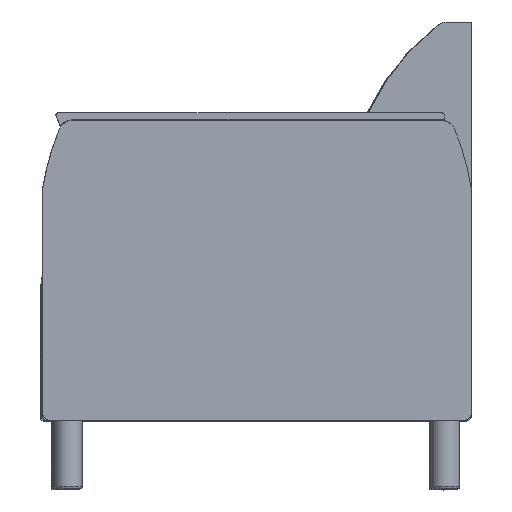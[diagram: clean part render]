
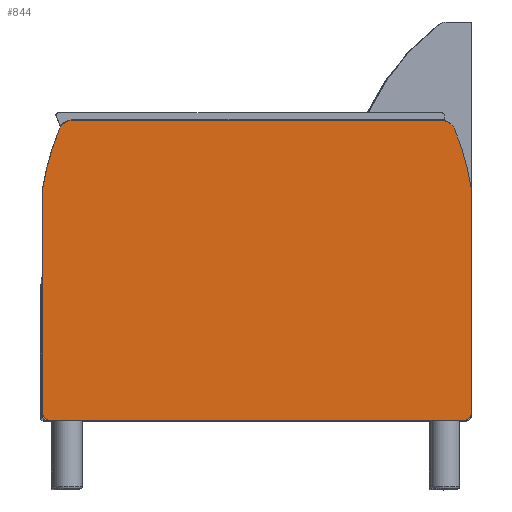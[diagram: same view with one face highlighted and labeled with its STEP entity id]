
A CAD part, top view. The second image highlights one B-rep face of the part: STEP entity #844.
In plain terms, the highlighted planar face has unit normal (0.003, 0, 1).
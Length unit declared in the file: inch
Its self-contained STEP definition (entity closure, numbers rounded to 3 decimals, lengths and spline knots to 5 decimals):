
#24=B_SPLINE_CURVE_WITH_KNOTS('',3,(#1433,#1434,#1435,#1436,#1437,#1438,
#1439,#1440,#1441,#1442,#1443,#1444,#1445,#1446,#1447,#1448,#1449,#1450,
#1451,#1452,#1453,#1454),.UNSPECIFIED.,.F.,.F.,(4,2,2,2,2,2,2,2,2,2,4),
(-4.79444,-4.48666,-4.06789,-3.64912,
-3.23035,-3.1271,-3.02386,-2.98982,
-2.97281,-2.9643,-2.95579),.UNSPECIFIED.);
#26=B_SPLINE_CURVE_WITH_KNOTS('',3,(#1547,#1548,#1549,#1550,#1551,#1552,
#1553,#1554,#1555,#1556,#1557,#1558,#1559,#1560,#1561,#1562,#1563,#1564,
#1565,#1566,#1567,#1568),.UNSPECIFIED.,.F.,.F.,(4,2,2,2,2,2,2,2,2,2,4),
(-4.79444,-4.78593,-4.77742,-4.7604,
-4.72637,-4.62312,-4.51988,-4.10111,-3.68234,
-3.26356,-2.95579),.UNSPECIFIED.);
#95=PLANE('',#925);
#130=FACE_OUTER_BOUND('',#180,.T.);
#180=EDGE_LOOP('',(#683,#684,#685,#686,#687,#688,#689,#690,#691,#692,#693,
#694));
#246=LINE('',#1572,#307);
#250=LINE('',#1585,#311);
#251=LINE('',#1589,#312);
#252=LINE('',#1592,#313);
#307=VECTOR('',#1107,25.84997);
#311=VECTOR('',#1119,15.688);
#312=VECTOR('',#1122,29.);
#313=VECTOR('',#1125,15.688);
#352=CIRCLE('',#911,1.);
#354=CIRCLE('',#914,17.08068);
#356=CIRCLE('',#917,17.08068);
#358=CIRCLE('',#920,1.);
#361=CIRCLE('',#926,0.5);
#362=CIRCLE('',#927,0.5);
#406=VERTEX_POINT('',#1344);
#407=VERTEX_POINT('',#1346);
#409=VERTEX_POINT('',#1352);
#411=VERTEX_POINT('',#1431);
#414=VERTEX_POINT('',#1459);
#415=VERTEX_POINT('',#1461);
#417=VERTEX_POINT('',#1467);
#419=VERTEX_POINT('',#1546);
#424=VERTEX_POINT('',#1584);
#425=VERTEX_POINT('',#1586);
#426=VERTEX_POINT('',#1588);
#427=VERTEX_POINT('',#1590);
#495=EDGE_CURVE('',#407,#406,#352,.T.);
#498=EDGE_CURVE('',#409,#407,#354,.T.);
#502=EDGE_CURVE('',#406,#411,#24,.T.);
#505=EDGE_CURVE('',#415,#414,#356,.T.);
#508=EDGE_CURVE('',#417,#415,#358,.T.);
#511=EDGE_CURVE('',#419,#417,#26,.T.);
#514=EDGE_CURVE('',#411,#419,#246,.T.);
#520=EDGE_CURVE('',#414,#424,#250,.T.);
#521=EDGE_CURVE('',#425,#424,#361,.T.);
#522=EDGE_CURVE('',#425,#426,#251,.T.);
#523=EDGE_CURVE('',#427,#426,#362,.T.);
#524=EDGE_CURVE('',#427,#409,#252,.T.);
#683=ORIENTED_EDGE('',*,*,#498,.T.);
#684=ORIENTED_EDGE('',*,*,#495,.T.);
#685=ORIENTED_EDGE('',*,*,#502,.T.);
#686=ORIENTED_EDGE('',*,*,#514,.T.);
#687=ORIENTED_EDGE('',*,*,#511,.T.);
#688=ORIENTED_EDGE('',*,*,#508,.T.);
#689=ORIENTED_EDGE('',*,*,#505,.T.);
#690=ORIENTED_EDGE('',*,*,#520,.T.);
#691=ORIENTED_EDGE('',*,*,#521,.F.);
#692=ORIENTED_EDGE('',*,*,#522,.T.);
#693=ORIENTED_EDGE('',*,*,#523,.F.);
#694=ORIENTED_EDGE('',*,*,#524,.T.);
#844=ADVANCED_FACE('',(#130),#95,.T.);
#911=AXIS2_PLACEMENT_3D('',#1347,#1077,#1078);
#914=AXIS2_PLACEMENT_3D('',#1353,#1084,#1085);
#917=AXIS2_PLACEMENT_3D('',#1462,#1093,#1094);
#920=AXIS2_PLACEMENT_3D('',#1468,#1100,#1101);
#925=AXIS2_PLACEMENT_3D('',#1583,#1117,#1118);
#926=AXIS2_PLACEMENT_3D('',#1587,#1120,#1121);
#927=AXIS2_PLACEMENT_3D('',#1591,#1123,#1124);
#1077=DIRECTION('center_axis',(0.,0.,1.));
#1078=DIRECTION('ref_axis',(-0.92,-0.392,0.));
#1084=DIRECTION('center_axis',(0.,0.,1.));
#1085=DIRECTION('ref_axis',(-0.989,-0.146,0.));
#1093=DIRECTION('center_axis',(0.,0.,1.));
#1094=DIRECTION('ref_axis',(0.92,-0.392,0.));
#1100=DIRECTION('center_axis',(0.,0.,1.));
#1101=DIRECTION('ref_axis',(0.662,-0.75,0.));
#1107=DIRECTION('',(-1.,0.,0.));
#1117=DIRECTION('center_axis',(0.,0.,1.));
#1118=DIRECTION('ref_axis',(1.,0.,0.));
#1119=DIRECTION('',(0.,-1.,0.));
#1120=DIRECTION('center_axis',(0.,0.,-1.));
#1121=DIRECTION('ref_axis',(-0.707,-0.707,0.));
#1122=DIRECTION('',(1.,0.,0.));
#1123=DIRECTION('center_axis',(0.,0.,-1.));
#1124=DIRECTION('ref_axis',(0.707,-0.707,0.));
#1125=DIRECTION('',(0.,1.,0.));
#1344=CARTESIAN_POINT('',(16.89303,10.97274,4.));
#1346=CARTESIAN_POINT('',(17.15127,10.61478,4.));
#1347=CARTESIAN_POINT('Origin',(16.23116,10.22312,4.));
#1352=CARTESIAN_POINT('',(18.33397,6.41074,4.));
#1353=CARTESIAN_POINT('Origin',(1.43513,3.92505,4.));
#1431=CARTESIAN_POINT('',(16.25896,11.22274,4.));
#1433=CARTESIAN_POINT('Ctrl Pts',(16.89303,10.97274,4.));
#1434=CARTESIAN_POINT('Ctrl Pts',(16.86277,10.99945,4.));
#1435=CARTESIAN_POINT('Ctrl Pts',(16.83079,11.02442,4.));
#1436=CARTESIAN_POINT('Ctrl Pts',(16.75194,11.07859,4.));
#1437=CARTESIAN_POINT('Ctrl Pts',(16.70387,11.10603,4.));
#1438=CARTESIAN_POINT('Ctrl Pts',(16.60478,11.15231,4.));
#1439=CARTESIAN_POINT('Ctrl Pts',(16.55379,11.17112,4.));
#1440=CARTESIAN_POINT('Ctrl Pts',(16.45201,11.19986,4.));
#1441=CARTESIAN_POINT('Ctrl Pts',(16.40119,11.20978,4.));
#1442=CARTESIAN_POINT('Ctrl Pts',(16.34042,11.21721,4.));
#1443=CARTESIAN_POINT('Ctrl Pts',(16.3272,11.21859,4.));
#1444=CARTESIAN_POINT('Ctrl Pts',(16.30094,11.22077,4.));
#1445=CARTESIAN_POINT('Ctrl Pts',(16.28783,11.22158,4.));
#1446=CARTESIAN_POINT('Ctrl Pts',(16.27262,11.22227,4.));
#1447=CARTESIAN_POINT('Ctrl Pts',(16.26862,11.22243,4.));
#1448=CARTESIAN_POINT('Ctrl Pts',(16.26364,11.2226,4.));
#1449=CARTESIAN_POINT('Ctrl Pts',(16.26217,11.22264,4.));
#1450=CARTESIAN_POINT('Ctrl Pts',(16.26044,11.22269,4.));
#1451=CARTESIAN_POINT('Ctrl Pts',(16.25995,11.22271,4.));
#1452=CARTESIAN_POINT('Ctrl Pts',(16.25921,11.22273,4.));
#1453=CARTESIAN_POINT('Ctrl Pts',(16.25896,11.22274,4.));
#1454=CARTESIAN_POINT('Ctrl Pts',(16.25896,11.22274,4.));
#1459=CARTESIAN_POINT('',(-11.66603,6.41074,4.));
#1461=CARTESIAN_POINT('',(-10.48332,10.61478,4.));
#1462=CARTESIAN_POINT('Origin',(5.23281,3.92505,4.));
#1467=CARTESIAN_POINT('',(-10.22509,10.97274,4.));
#1468=CARTESIAN_POINT('Origin',(-9.56321,10.22312,4.));
#1546=CARTESIAN_POINT('',(-9.59101,11.22274,4.));
#1547=CARTESIAN_POINT('Ctrl Pts',(-9.59101,11.22274,4.));
#1548=CARTESIAN_POINT('Ctrl Pts',(-9.59101,11.22274,4.));
#1549=CARTESIAN_POINT('Ctrl Pts',(-9.59127,11.22273,4.));
#1550=CARTESIAN_POINT('Ctrl Pts',(-9.59201,11.22271,4.));
#1551=CARTESIAN_POINT('Ctrl Pts',(-9.5925,11.22269,4.));
#1552=CARTESIAN_POINT('Ctrl Pts',(-9.59423,11.22264,4.));
#1553=CARTESIAN_POINT('Ctrl Pts',(-9.59569,11.2226,4.));
#1554=CARTESIAN_POINT('Ctrl Pts',(-9.60068,11.22243,4.));
#1555=CARTESIAN_POINT('Ctrl Pts',(-9.60467,11.22227,4.));
#1556=CARTESIAN_POINT('Ctrl Pts',(-9.61988,11.22158,4.));
#1557=CARTESIAN_POINT('Ctrl Pts',(-9.633,11.22077,4.));
#1558=CARTESIAN_POINT('Ctrl Pts',(-9.65926,11.21859,4.));
#1559=CARTESIAN_POINT('Ctrl Pts',(-9.67247,11.21721,4.));
#1560=CARTESIAN_POINT('Ctrl Pts',(-9.73325,11.20978,4.));
#1561=CARTESIAN_POINT('Ctrl Pts',(-9.78407,11.19986,4.));
#1562=CARTESIAN_POINT('Ctrl Pts',(-9.88585,11.17112,4.));
#1563=CARTESIAN_POINT('Ctrl Pts',(-9.93684,11.15231,4.));
#1564=CARTESIAN_POINT('Ctrl Pts',(-10.03593,11.10603,4.));
#1565=CARTESIAN_POINT('Ctrl Pts',(-10.084,11.07859,4.));
#1566=CARTESIAN_POINT('Ctrl Pts',(-10.16285,11.02442,4.));
#1567=CARTESIAN_POINT('Ctrl Pts',(-10.19483,10.99945,4.));
#1568=CARTESIAN_POINT('Ctrl Pts',(-10.22509,10.97274,4.));
#1572=CARTESIAN_POINT('',(18.33397,11.22274,4.));
#1583=CARTESIAN_POINT('Origin',(3.33397,0.72274,4.));
#1584=CARTESIAN_POINT('',(-11.66603,-9.27726,4.));
#1585=CARTESIAN_POINT('',(-11.66603,11.22274,4.));
#1586=CARTESIAN_POINT('',(-11.16603,-9.77726,4.));
#1587=CARTESIAN_POINT('Origin',(-11.16603,-9.27726,4.));
#1588=CARTESIAN_POINT('',(17.83397,-9.77726,4.));
#1589=CARTESIAN_POINT('',(-11.66603,-9.77726,4.));
#1590=CARTESIAN_POINT('',(18.33397,-9.27726,4.));
#1591=CARTESIAN_POINT('Origin',(17.83397,-9.27726,4.));
#1592=CARTESIAN_POINT('',(18.33397,-9.77726,4.));
